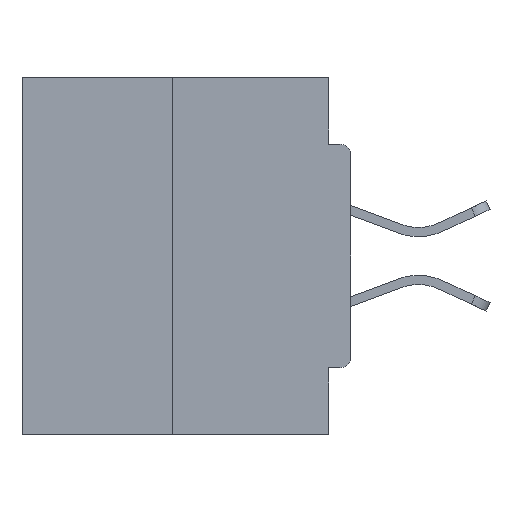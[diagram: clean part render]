
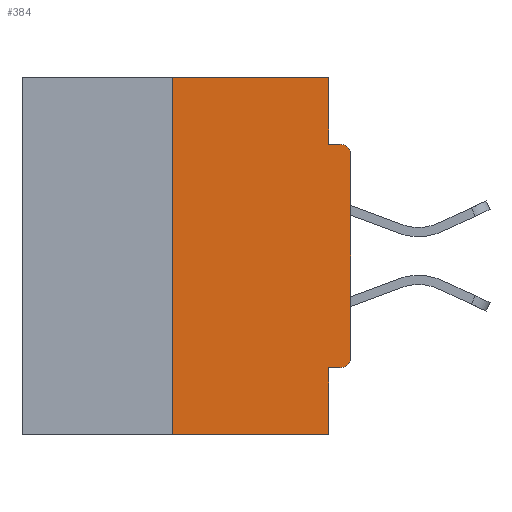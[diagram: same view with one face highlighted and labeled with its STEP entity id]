
A CAD part, left-side view. The second image highlights one B-rep face of the part: STEP entity #384.
In plain terms, the highlighted planar face has unit normal (-1, 0, 0).
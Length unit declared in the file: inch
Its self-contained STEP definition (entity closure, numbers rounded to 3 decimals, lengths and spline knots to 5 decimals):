
#384 = ADVANCED_FACE ( 'NONE', ( #7584 ), #26384, .F. ) ;
#1424 = VERTEX_POINT ( 'NONE', #13450 ) ;
#2348 = VERTEX_POINT ( 'NONE', #8960 ) ;
#2838 = VERTEX_POINT ( 'NONE', #32718 ) ;
#3040 = EDGE_CURVE ( 'NONE', #3207, #22371, #16303, .T. ) ;
#3064 = EDGE_CURVE ( 'NONE', #22371, #15709, #34217, .T. ) ;
#3207 = VERTEX_POINT ( 'NONE', #11682 ) ;
#3429 = ORIENTED_EDGE ( 'NONE', *, *, #29335, .T. ) ;
#3492 = ORIENTED_EDGE ( 'NONE', *, *, #20386, .F. ) ;
#3536 = CARTESIAN_POINT ( 'NONE',  ( 0., 0., -0.4065 ) ) ;
#3781 = DIRECTION ( 'NONE',  ( 0., 1., 0. ) ) ;
#4694 = ORIENTED_EDGE ( 'NONE', *, *, #21849, .F. ) ;
#5622 = ORIENTED_EDGE ( 'NONE', *, *, #3064, .F. ) ;
#5692 = ORIENTED_EDGE ( 'NONE', *, *, #31726, .F. ) ;
#6680 = AXIS2_PLACEMENT_3D ( 'NONE', #15280, #34636, #23792 ) ;
#7288 = DIRECTION ( 'NONE',  ( 0., -1., 0. ) ) ;
#7584 = FACE_OUTER_BOUND ( 'NONE', #30675, .T. ) ;
#8869 = CARTESIAN_POINT ( 'NONE',  ( 0., 0.25, 0. ) ) ;
#8960 = CARTESIAN_POINT ( 'NONE',  ( 0., 0.25, -0.5 ) ) ;
#9134 = VECTOR ( 'NONE', #25810, 39.37008 ) ;
#9307 = VECTOR ( 'NONE', #3781, 39.37008 ) ;
#9376 = AXIS2_PLACEMENT_3D ( 'NONE', #12742, #16023, #32686 ) ;
#10162 = ORIENTED_EDGE ( 'NONE', *, *, #3040, .F. ) ;
#10309 = CARTESIAN_POINT ( 'NONE',  ( 0., 0., -0.0935 ) ) ;
#10787 = EDGE_CURVE ( 'NONE', #28663, #2838, #29734, .T. ) ;
#11682 = CARTESIAN_POINT ( 'NONE',  ( 0., 0.031, 0. ) ) ;
#12013 = AXIS2_PLACEMENT_3D ( 'NONE', #18771, #34978, #18656 ) ;
#12177 = CARTESIAN_POINT ( 'NONE',  ( 0., 0.25, 0. ) ) ;
#12499 = DIRECTION ( 'NONE',  ( 0., 0., -1. ) ) ;
#12742 = CARTESIAN_POINT ( 'NONE',  ( 0., 0.46, 0. ) ) ;
#13450 = CARTESIAN_POINT ( 'NONE',  ( 0., 0.031, -0.5 ) ) ;
#15085 = VECTOR ( 'NONE', #12499, 39.37008 ) ;
#15103 = CARTESIAN_POINT ( 'NONE',  ( 0., 0.031, -0.5 ) ) ;
#15271 = ORIENTED_EDGE ( 'NONE', *, *, #27211, .T. ) ;
#15280 = CARTESIAN_POINT ( 'NONE',  ( 0., 0.015, -0.3915 ) ) ;
#15709 = VERTEX_POINT ( 'NONE', #20078 ) ;
#16008 = VECTOR ( 'NONE', #16370, 39.37008 ) ;
#16023 = DIRECTION ( 'NONE',  ( 1., 0., 0. ) ) ;
#16303 = LINE ( 'NONE', #26368, #15085 ) ;
#16370 = DIRECTION ( 'NONE',  ( 0., 0., 1. ) ) ;
#16834 = DIRECTION ( 'NONE',  ( 0., 0., 1. ) ) ;
#17160 = LINE ( 'NONE', #15103, #19262 ) ;
#17527 = VECTOR ( 'NONE', #16834, 39.37008 ) ;
#17549 = VERTEX_POINT ( 'NONE', #12177 ) ;
#18385 = ORIENTED_EDGE ( 'NONE', *, *, #28197, .T. ) ;
#18656 = DIRECTION ( 'NONE',  ( 0., 0., -1. ) ) ;
#18771 = CARTESIAN_POINT ( 'NONE',  ( 0., 0.015, -0.1085 ) ) ;
#19262 = VECTOR ( 'NONE', #25898, 39.37008 ) ;
#20078 = CARTESIAN_POINT ( 'NONE',  ( 0., 0.015, -0.0935 ) ) ;
#20386 = EDGE_CURVE ( 'NONE', #17549, #3207, #30851, .T. ) ;
#21849 = EDGE_CURVE ( 'NONE', #2838, #1424, #17160, .T. ) ;
#22371 = VERTEX_POINT ( 'NONE', #22644 ) ;
#22644 = CARTESIAN_POINT ( 'NONE',  ( 0., 0.031, -0.0935 ) ) ;
#22667 = LINE ( 'NONE', #8869, #17527 ) ;
#22832 = CIRCLE ( 'NONE', #12013, 0.015 ) ;
#23274 = LINE ( 'NONE', #32799, #16008 ) ;
#23381 = VERTEX_POINT ( 'NONE', #27032 ) ;
#23606 = CARTESIAN_POINT ( 'NONE',  ( 0., 0.46, -0.5 ) ) ;
#23792 = DIRECTION ( 'NONE',  ( 0., 0., -1. ) ) ;
#24306 = ORIENTED_EDGE ( 'NONE', *, *, #10787, .F. ) ;
#25810 = DIRECTION ( 'NONE',  ( 0., -1., 0. ) ) ;
#25898 = DIRECTION ( 'NONE',  ( 0., 0., -1. ) ) ;
#26368 = CARTESIAN_POINT ( 'NONE',  ( 0., 0.031, 0. ) ) ;
#26384 = PLANE ( 'NONE',  #9376 ) ;
#26755 = LINE ( 'NONE', #23606, #34424 ) ;
#27032 = CARTESIAN_POINT ( 'NONE',  ( 0., 0., -0.1085 ) ) ;
#27211 = EDGE_CURVE ( 'NONE', #2348, #1424, #26755, .T. ) ;
#27872 = CARTESIAN_POINT ( 'NONE',  ( 0., 0.015, -0.4065 ) ) ;
#28155 = VERTEX_POINT ( 'NONE', #34784 ) ;
#28197 = EDGE_CURVE ( 'NONE', #28663, #28155, #30575, .T. ) ;
#28663 = VERTEX_POINT ( 'NONE', #27872 ) ;
#29335 = EDGE_CURVE ( 'NONE', #28155, #23381, #23274, .T. ) ;
#29341 = DIRECTION ( 'NONE',  ( 0., -1., 0. ) ) ;
#29538 = EDGE_CURVE ( 'NONE', #23381, #15709, #22832, .T. ) ;
#29734 = LINE ( 'NONE', #3536, #9307 ) ;
#30575 = CIRCLE ( 'NONE', #6680, 0.015 ) ;
#30660 = ORIENTED_EDGE ( 'NONE', *, *, #29538, .T. ) ;
#30675 = EDGE_LOOP ( 'NONE', ( #3492, #5692, #15271, #4694, #24306, #18385, #3429, #30660, #5622, #10162 ) ) ;
#30851 = LINE ( 'NONE', #34040, #9134 ) ;
#31650 = VECTOR ( 'NONE', #29341, 39.37008 ) ;
#31726 = EDGE_CURVE ( 'NONE', #2348, #17549, #22667, .T. ) ;
#32686 = DIRECTION ( 'NONE',  ( 0., 0., -1. ) ) ;
#32718 = CARTESIAN_POINT ( 'NONE',  ( 0., 0.031, -0.4065 ) ) ;
#32799 = CARTESIAN_POINT ( 'NONE',  ( 0., 0., 0. ) ) ;
#34040 = CARTESIAN_POINT ( 'NONE',  ( 0., 0.46, 0. ) ) ;
#34217 = LINE ( 'NONE', #10309, #31650 ) ;
#34424 = VECTOR ( 'NONE', #7288, 39.37008 ) ;
#34636 = DIRECTION ( 'NONE',  ( -1., 0., 0. ) ) ;
#34784 = CARTESIAN_POINT ( 'NONE',  ( 0., 0., -0.3915 ) ) ;
#34978 = DIRECTION ( 'NONE',  ( -1., 0., 0. ) ) ;
